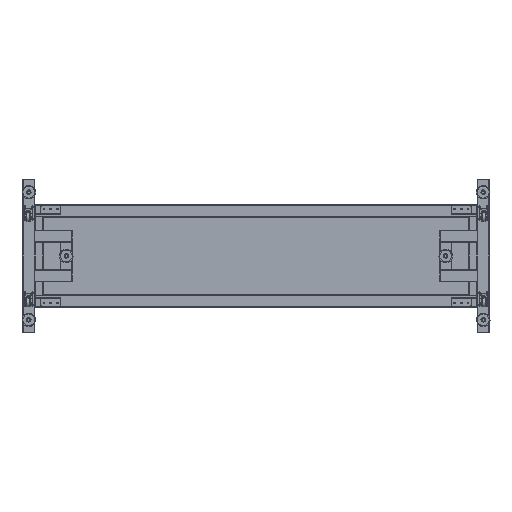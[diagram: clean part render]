
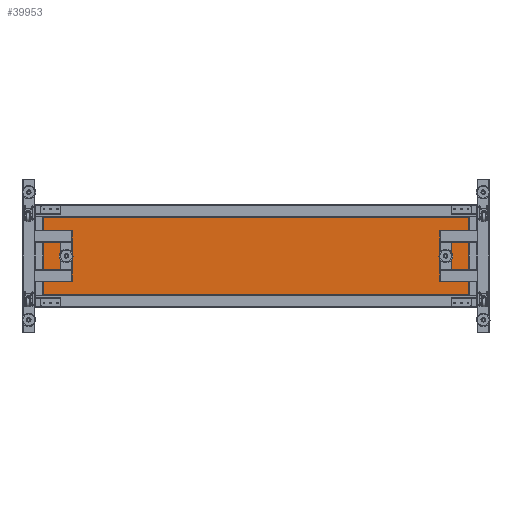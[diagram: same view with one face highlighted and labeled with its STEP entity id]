
A CAD part, front view. The second image highlights one B-rep face of the part: STEP entity #39953.
In plain terms, the highlighted planar face has unit normal (0, -1, 0).
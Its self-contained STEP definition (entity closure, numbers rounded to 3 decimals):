
#1031 = ORIENTED_EDGE ( 'NONE', *, *, #65818, .F. ) ;
#1144 = VERTEX_POINT ( 'NONE', #2076 ) ;
#2076 = CARTESIAN_POINT ( 'NONE',  ( 1280.318, 555.441, -228.49 ) ) ;
#6296 = ORIENTED_EDGE ( 'NONE', *, *, #29893, .T. ) ;
#6955 = EDGE_LOOP ( 'NONE', ( #8129, #1031, #62932, #6296 ) ) ;
#8129 = ORIENTED_EDGE ( 'NONE', *, *, #68477, .T. ) ;
#8204 = DIRECTION ( 'NONE',  ( 1., 0., 0. ) ) ;
#8607 = VECTOR ( 'NONE', #37894, 1000. ) ;
#16177 = CARTESIAN_POINT ( 'NONE',  ( 1280.318, 555.441, -228.49 ) ) ;
#19455 = CARTESIAN_POINT ( 'NONE',  ( -1216.662, 555.441, 228.49 ) ) ;
#20642 = DIRECTION ( 'NONE',  ( 0., 0., 1. ) ) ;
#26593 = LINE ( 'NONE', #51150, #49807 ) ;
#28444 = DIRECTION ( 'NONE',  ( 0., 0., 1. ) ) ;
#29893 = EDGE_CURVE ( 'NONE', #1144, #36823, #75762, .T. ) ;
#30938 = VECTOR ( 'NONE', #20642, 1000. ) ;
#33295 = CARTESIAN_POINT ( 'NONE',  ( 81.828, 555.441, 0. ) ) ;
#33693 = DIRECTION ( 'NONE',  ( 0., 1., 0. ) ) ;
#36097 = LINE ( 'NONE', #56889, #42954 ) ;
#36823 = VERTEX_POINT ( 'NONE', #69905 ) ;
#37894 = DIRECTION ( 'NONE',  ( -1., 0., 0. ) ) ;
#39953 = ADVANCED_FACE ( 'NONE', ( #59035 ), #45362, .F. ) ;
#41665 = CARTESIAN_POINT ( 'NONE',  ( -1216.662, 555.441, -228.49 ) ) ;
#42926 = VERTEX_POINT ( 'NONE', #19455 ) ;
#42954 = VECTOR ( 'NONE', #8204, 1000. ) ;
#43129 = LINE ( 'NONE', #49577, #8607 ) ;
#43966 = EDGE_CURVE ( 'NONE', #67930, #1144, #36097, .T. ) ;
#45362 = PLANE ( 'NONE',  #56583 ) ;
#49577 = CARTESIAN_POINT ( 'NONE',  ( 1280.318, 555.441, 228.49 ) ) ;
#49807 = VECTOR ( 'NONE', #75689, 1000. ) ;
#51150 = CARTESIAN_POINT ( 'NONE',  ( -1216.662, 555.441, -228.49 ) ) ;
#56583 = AXIS2_PLACEMENT_3D ( 'NONE', #33295, #33693, #28444 ) ;
#56889 = CARTESIAN_POINT ( 'NONE',  ( -1116.662, 555.441, -228.49 ) ) ;
#59035 = FACE_OUTER_BOUND ( 'NONE', #6955, .T. ) ;
#62932 = ORIENTED_EDGE ( 'NONE', *, *, #43966, .T. ) ;
#65818 = EDGE_CURVE ( 'NONE', #67930, #42926, #26593, .T. ) ;
#67930 = VERTEX_POINT ( 'NONE', #41665 ) ;
#68477 = EDGE_CURVE ( 'NONE', #36823, #42926, #43129, .T. ) ;
#69905 = CARTESIAN_POINT ( 'NONE',  ( 1280.318, 555.441, 228.49 ) ) ;
#75689 = DIRECTION ( 'NONE',  ( 0., 0., 1. ) ) ;
#75762 = LINE ( 'NONE', #16177, #30938 ) ;
